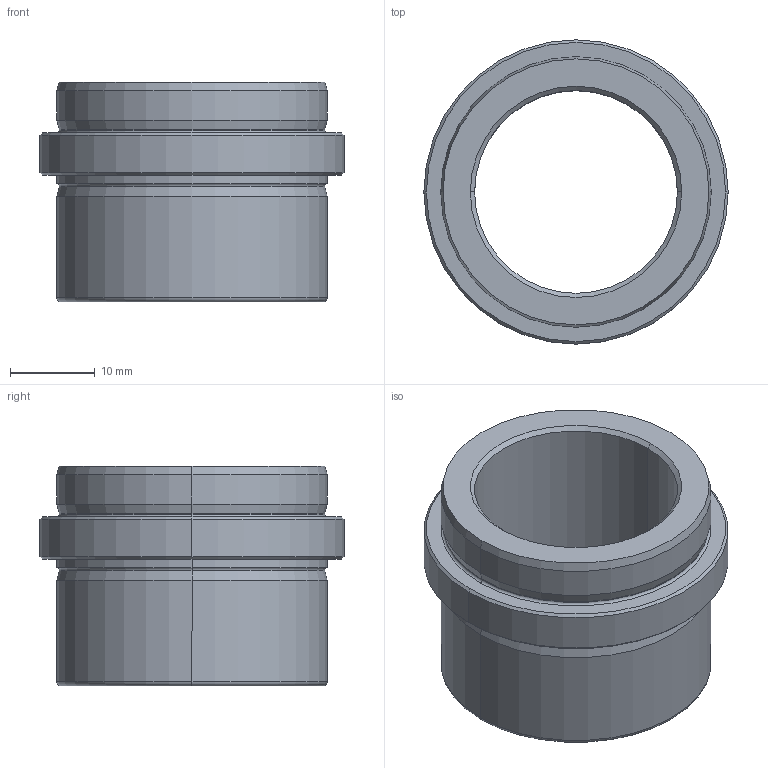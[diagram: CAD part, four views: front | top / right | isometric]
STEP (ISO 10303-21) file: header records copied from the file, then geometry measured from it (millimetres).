
FILE_DESCRIPTION(('STEP AP214'),'1');
FILE_NAME('cctmp_AEB2810C-C2EA-4B8B-84B4-03996C3CA435_2023_09_07_15_09_18_0800_67336..stp','2023-09-07T13:09:18',('Meusburger Georg GmbH & Co KG'),('CADClick - www.CADClick.com'),'Spatial InterOp 3D',' ','unknown authorization');
FILE_SCHEMA(('AUTOMOTIVE_DESIGN'));
Length unit declared in the file: millimetre
Products named in the file (1): E 1126_24-6_20
Bounding box: 36 x 36 x 26 mm (x, y, z)
Volume: 10088.9 mm3; surface area: 5652.6 mm2
Topology: 1 solids, 1 shells, 38 faces, 76 edges, 42 vertices
Faces by surface type: cylinder 14, cone 12, torus 8, plane 4
Entity records: 1314 total; most frequent: DIRECTION 204, CARTESIAN_POINT 157, ORIENTED_EDGE 152, AXIS2_PLACEMENT_3D 89, EDGE_CURVE 76, CIRCLE 50, EDGE_LOOP 42, VERTEX_POINT 42
